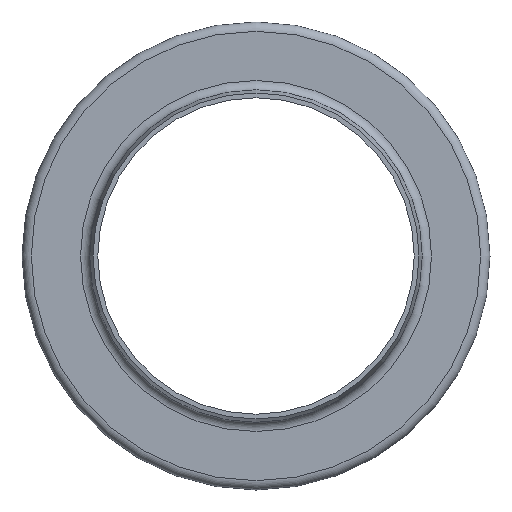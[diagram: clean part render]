
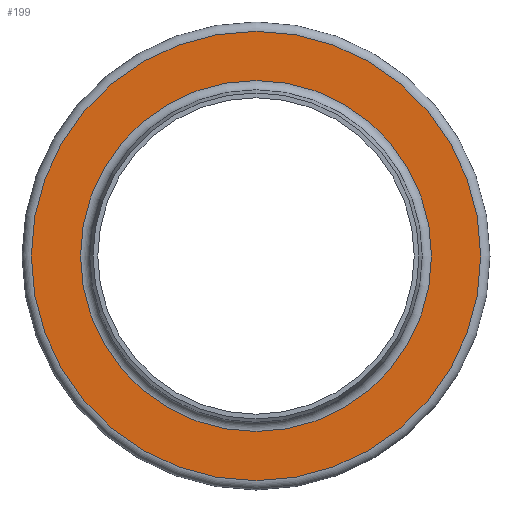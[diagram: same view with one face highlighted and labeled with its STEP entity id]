
A CAD part, front view. The second image highlights one B-rep face of the part: STEP entity #199.
In plain terms, the highlighted planar face has unit normal (0, -1, 0).
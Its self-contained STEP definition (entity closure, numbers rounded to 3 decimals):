
#23=FACE_BOUND('',#56,.T.);
#27=PLANE('',#254);
#39=FACE_OUTER_BOUND('',#55,.T.);
#55=EDGE_LOOP('',(#177));
#56=EDGE_LOOP('',(#178));
#86=CIRCLE('',#253,132.);
#87=CIRCLE('',#255,169.);
#104=VERTEX_POINT('',#382);
#105=VERTEX_POINT('',#386);
#129=EDGE_CURVE('',#104,#104,#86,.T.);
#130=EDGE_CURVE('',#105,#105,#87,.T.);
#177=ORIENTED_EDGE('',*,*,#130,.F.);
#178=ORIENTED_EDGE('',*,*,#129,.T.);
#199=ADVANCED_FACE('',(#39,#23),#27,.T.);
#253=AXIS2_PLACEMENT_3D('',#384,#323,#324);
#254=AXIS2_PLACEMENT_3D('',#385,#325,#326);
#255=AXIS2_PLACEMENT_3D('',#387,#327,#328);
#323=DIRECTION('center_axis',(0.,1.,0.));
#324=DIRECTION('ref_axis',(1.,0.,0.));
#325=DIRECTION('center_axis',(0.,-1.,0.));
#326=DIRECTION('ref_axis',(0.,0.,-1.));
#327=DIRECTION('center_axis',(0.,1.,0.));
#328=DIRECTION('ref_axis',(1.,0.,0.));
#382=CARTESIAN_POINT('',(0.,146.,-132.));
#384=CARTESIAN_POINT('Origin',(0.,146.,0.));
#385=CARTESIAN_POINT('Origin',(-169.,146.,0.));
#386=CARTESIAN_POINT('',(0.,146.,-169.));
#387=CARTESIAN_POINT('Origin',(0.,146.,0.));
